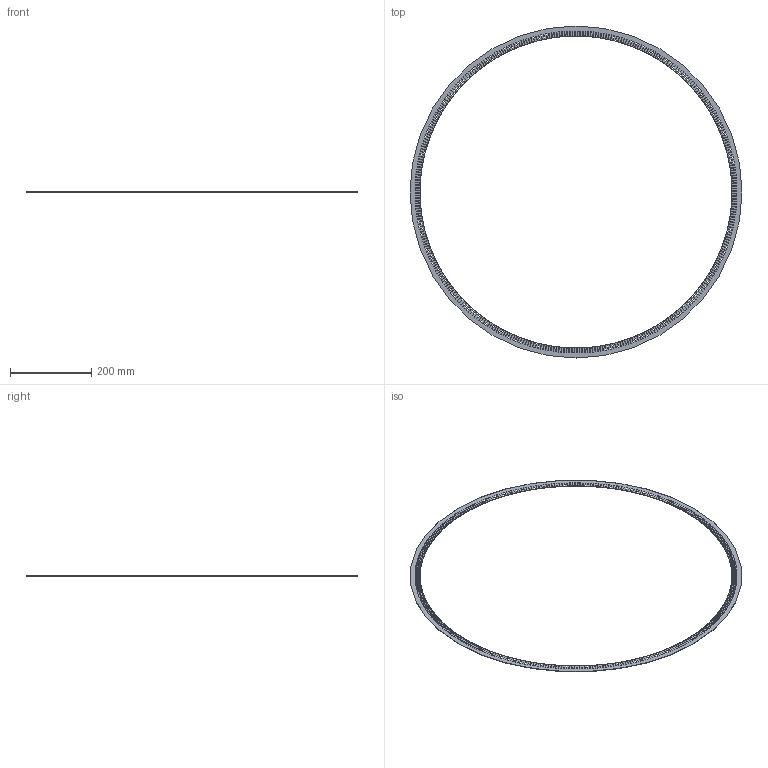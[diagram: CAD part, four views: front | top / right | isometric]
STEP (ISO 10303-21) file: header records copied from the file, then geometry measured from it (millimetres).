
FILE_DESCRIPTION(/* description */ ('VariCAD 2021-1.02 AP-214'),/* implementation_level */ '2;1');
FILE_NAME(/* name */ 'stator.stp',/* time_stamp */ '2021-07-23T16:49:45-05:00',/* author */ (''),/* organization */ (''),/* preprocessor_version */ 'VariCAD 2021-1.02',/* originating_system */ 'VariCAD 2021-1.02; kernel version (20180118)',/* authorisation */ '');
FILE_SCHEMA(('AUTOMOTIVE_DESIGN'));
Length unit declared in the file: millimetre
Products named in the file (2): stator
Assembly tree (1 placements, depth 2):
  stator
    (unnamed)
Bounding box: 818 x 818 x 1 mm (x, y, z)
Volume: 54597.5 mm3; surface area: 123783.7 mm2
Topology: 1 solids, 1 shells, 1540 faces, 4614 edges, 3076 vertices
Faces by surface type: plane 1154, cylinder 386
Entity records: 51608 total; most frequent: CARTESIAN_POINT 9234, ORIENTED_EDGE 9228, DIRECTION 8474, EDGE_CURVE 4614, LINE 3842, VECTOR 3842, VERTEX_POINT 3076, AXIS2_PLACEMENT_3D 2316
